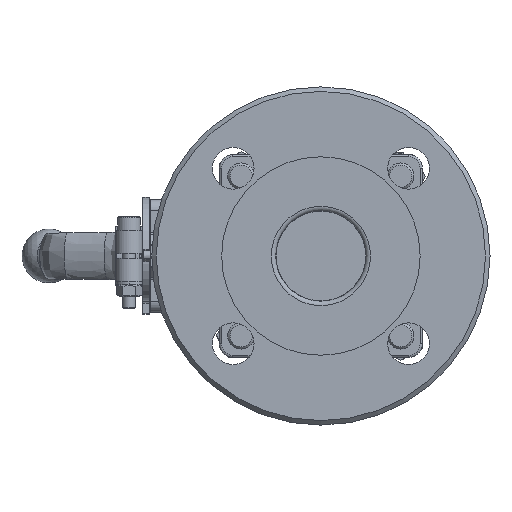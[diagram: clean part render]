
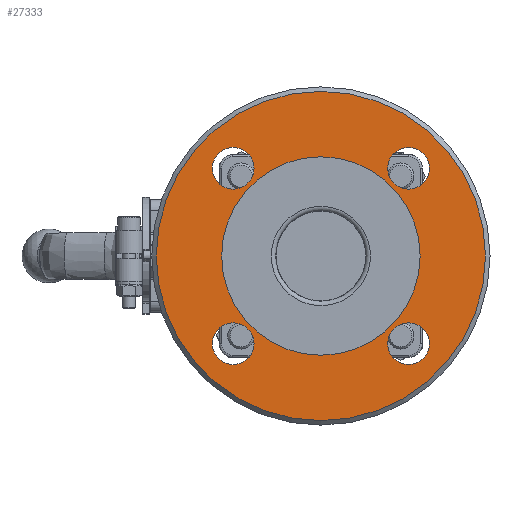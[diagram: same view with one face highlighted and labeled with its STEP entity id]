
A CAD part, left-side view. The second image highlights one B-rep face of the part: STEP entity #27333.
In plain terms, the highlighted planar face has unit normal (-1, 0, 0).
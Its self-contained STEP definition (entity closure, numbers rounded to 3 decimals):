
#1741=FACE_BOUND('',#5532,.T.);
#1742=FACE_BOUND('',#5533,.T.);
#1743=FACE_BOUND('',#5534,.T.);
#1744=FACE_BOUND('',#5535,.T.);
#1745=FACE_BOUND('',#5536,.T.);
#2392=PLANE('',#29197);
#3915=FACE_OUTER_BOUND('',#5531,.T.);
#5531=EDGE_LOOP('',(#24027));
#5532=EDGE_LOOP('',(#24028));
#5533=EDGE_LOOP('',(#24029));
#5534=EDGE_LOOP('',(#24030));
#5535=EDGE_LOOP('',(#24031));
#5536=EDGE_LOOP('',(#24032));
#6159=CIRCLE('',#28587,9.25);
#6161=CIRCLE('',#28590,9.25);
#6163=CIRCLE('',#28593,9.25);
#6165=CIRCLE('',#28596,9.25);
#6373=CIRCLE('',#29196,44.);
#6374=CIRCLE('',#29198,73.);
#11826=VERTEX_POINT('',#46960);
#11828=VERTEX_POINT('',#46966);
#11830=VERTEX_POINT('',#46972);
#11832=VERTEX_POINT('',#46978);
#12695=VERTEX_POINT('',#53765);
#12696=VERTEX_POINT('',#53769);
#15079=EDGE_CURVE('',#11826,#11826,#6159,.T.);
#15082=EDGE_CURVE('',#11828,#11828,#6161,.T.);
#15085=EDGE_CURVE('',#11830,#11830,#6163,.T.);
#15088=EDGE_CURVE('',#11832,#11832,#6165,.T.);
#16499=EDGE_CURVE('',#12695,#12695,#6373,.T.);
#16501=EDGE_CURVE('',#12696,#12696,#6374,.T.);
#24027=ORIENTED_EDGE('',*,*,#16501,.F.);
#24028=ORIENTED_EDGE('',*,*,#15079,.T.);
#24029=ORIENTED_EDGE('',*,*,#15082,.T.);
#24030=ORIENTED_EDGE('',*,*,#15085,.T.);
#24031=ORIENTED_EDGE('',*,*,#15088,.T.);
#24032=ORIENTED_EDGE('',*,*,#16499,.T.);
#27333=ADVANCED_FACE('',(#3915,#1741,#1742,#1743,#1744,#1745),#2392,.T.);
#28587=AXIS2_PLACEMENT_3D('',#46961,#32769,#32770);
#28590=AXIS2_PLACEMENT_3D('',#46967,#32776,#32777);
#28593=AXIS2_PLACEMENT_3D('',#46973,#32783,#32784);
#28596=AXIS2_PLACEMENT_3D('',#46979,#32790,#32791);
#29196=AXIS2_PLACEMENT_3D('',#53766,#34812,#34813);
#29197=AXIS2_PLACEMENT_3D('',#53768,#34815,#34816);
#29198=AXIS2_PLACEMENT_3D('',#53770,#34817,#34818);
#32769=DIRECTION('center_axis',(1.,0.,0.));
#32770=DIRECTION('ref_axis',(0.,0.,-1.));
#32776=DIRECTION('center_axis',(1.,0.,0.));
#32777=DIRECTION('ref_axis',(0.,0.,-1.));
#32783=DIRECTION('center_axis',(1.,0.,0.));
#32784=DIRECTION('ref_axis',(0.,0.,-1.));
#32790=DIRECTION('center_axis',(1.,0.,0.));
#32791=DIRECTION('ref_axis',(0.,0.,-1.));
#34812=DIRECTION('center_axis',(1.,0.,0.));
#34813=DIRECTION('ref_axis',(0.,1.,0.));
#34815=DIRECTION('center_axis',(-1.,0.,0.));
#34816=DIRECTION('ref_axis',(0.,0.,1.));
#34817=DIRECTION('center_axis',(1.,0.,0.));
#34818=DIRECTION('ref_axis',(0.,1.,0.));
#46960=CARTESIAN_POINT('',(2.,-38.891,48.141));
#46961=CARTESIAN_POINT('Origin',(2.,-38.891,38.891));
#46966=CARTESIAN_POINT('',(2.,38.891,-29.641));
#46967=CARTESIAN_POINT('Origin',(2.,38.891,-38.891));
#46972=CARTESIAN_POINT('',(2.,-38.891,-29.641));
#46973=CARTESIAN_POINT('Origin',(2.,-38.891,-38.891));
#46978=CARTESIAN_POINT('',(2.,38.891,48.141));
#46979=CARTESIAN_POINT('Origin',(2.,38.891,38.891));
#53765=CARTESIAN_POINT('',(2.,-44.,0.));
#53766=CARTESIAN_POINT('Origin',(2.,0.,0.));
#53768=CARTESIAN_POINT('Origin',(2.,58.5,0.));
#53769=CARTESIAN_POINT('',(2.,-73.,0.));
#53770=CARTESIAN_POINT('Origin',(2.,0.,0.));
